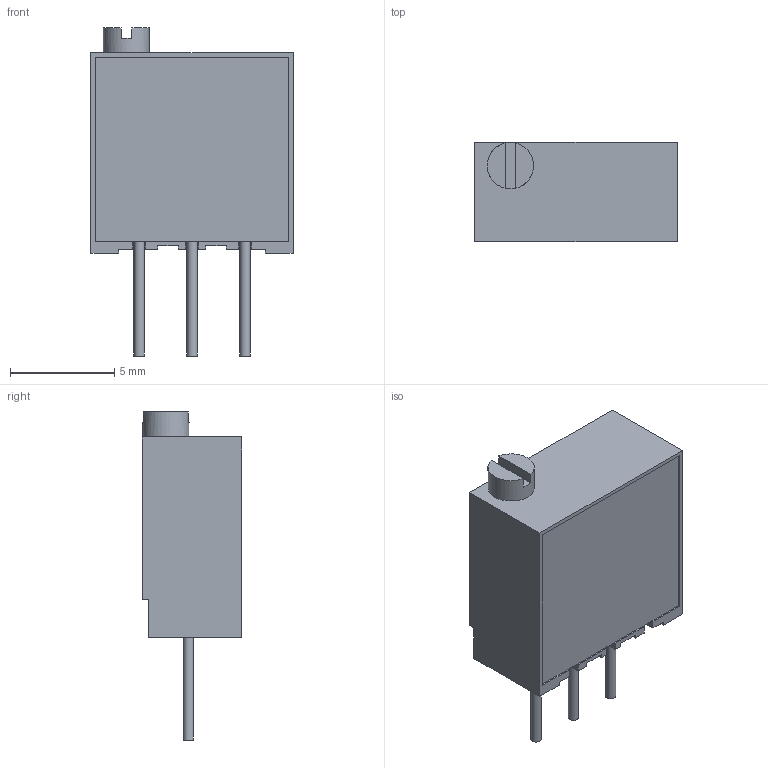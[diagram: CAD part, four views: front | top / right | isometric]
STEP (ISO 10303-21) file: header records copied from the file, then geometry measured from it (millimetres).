
FILE_DESCRIPTION(/* description */ ('STEP AP214'),/* implementation_level */ '2;1');
FILE_NAME(/* name */ '6046c51124050a1581751c9f',/* time_stamp */ '2021-03-09T00:45:07+00:00',/* author */ (''),/* organization */ (''),/* preprocessor_version */ 'ST-DEVELOPER v18.1',/* originating_system */ ' ',/* authorisation */ ' ');
FILE_SCHEMA (('AUTOMOTIVE_DESIGN {1 0 10303 214 3 1 1}'));
Length unit declared in the file: metre
Products named in the file (1): Part 1
Bounding box: 9.7 x 4.78 x 15.74 mm (x, y, z)
Volume: 430.4 mm3; surface area: 420 mm2
Topology: 1 solids, 1 shells, 224 faces, 603 edges, 401 vertices
Faces by surface type: plane 159, bspline 50, cylinder 15
Full cylindrical faces by diameter (mm): 0.5 x3, 2.22 x1
Entity records: 11100 total; most frequent: CARTESIAN_POINT 4538, ORIENTED_EDGE 1190, DIRECTION 865, EDGE_CURVE 595, LINE 449, VECTOR 449, VERTEX_POINT 397, EDGE_LOOP 248
